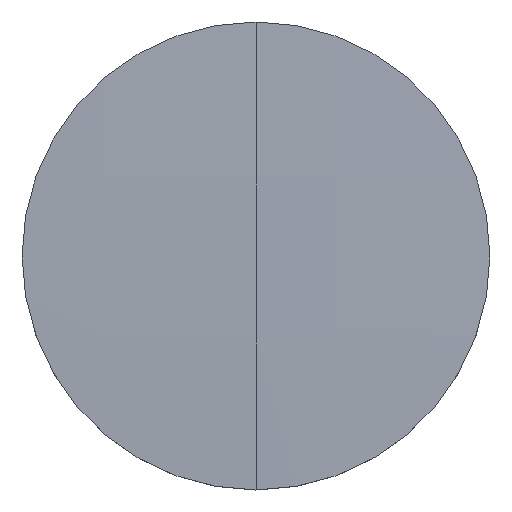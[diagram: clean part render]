
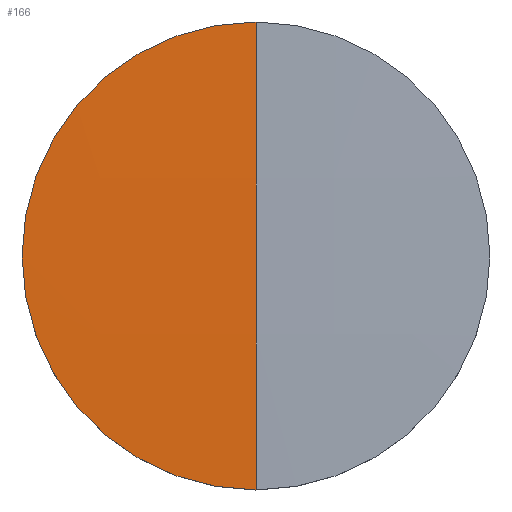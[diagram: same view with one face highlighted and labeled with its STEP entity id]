
A CAD part, top view. The second image highlights one B-rep face of the part: STEP entity #166.
In plain terms, the highlighted free-form (B-spline) face has degree [3, 3] with [4, 4] control points.
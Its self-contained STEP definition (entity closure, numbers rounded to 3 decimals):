
#5 = CARTESIAN_POINT ( 'NONE',  ( -12.774, 19.279, 4.44 ) ) ;
#9 = ORIENTED_EDGE ( 'NONE', *, *, #199, .F. ) ;
#15 = DIRECTION ( 'NONE',  ( 0., -1., 0. ) ) ;
#27 = FACE_OUTER_BOUND ( 'NONE', #52, .T. ) ;
#37 = EDGE_CURVE ( 'NONE', #249, #271, #188, .T. ) ;
#50 = CARTESIAN_POINT ( 'NONE',  ( -6.389, -6.427, 4.765 ) ) ;
#52 = EDGE_LOOP ( 'NONE', ( #151, #145, #9 ) ) ;
#54 = CARTESIAN_POINT ( 'NONE',  ( -6.389, 6.427, 4.765 ) ) ;
#56 = CARTESIAN_POINT ( 'NONE',  ( 0., 6.427, 4.765 ) ) ;
#60 = CARTESIAN_POINT ( 'NONE',  ( 0., -6.427, 4.765 ) ) ;
#62 = CARTESIAN_POINT ( 'NONE',  ( 0., -19.05, 4.509 ) ) ;
#74 = CARTESIAN_POINT ( 'NONE',  ( -6.387, -19.279, 4.505 ) ) ;
#83 = CARTESIAN_POINT ( 'NONE',  ( -19.16, 19.279, 4.312 ) ) ;
#87 =( BOUNDED_SURFACE ( )  B_SPLINE_SURFACE ( 3, 3, ( 
 ( #261, #74, #253, #215 ),
 ( #60, #50, #210, #138 ),
 ( #56, #54, #232, #280 ),
 ( #214, #101, #5, #83 ) ),
 .UNSPECIFIED., .F., .F., .T. ) 
 B_SPLINE_SURFACE_WITH_KNOTS ( ( 4, 4 ),
 ( 4, 4 ),
 ( 0., 1. ),
 ( 0., 1. ),
 .UNSPECIFIED. ) 
 GEOMETRIC_REPRESENTATION_ITEM ( )  RATIONAL_B_SPLINE_SURFACE ( (
 ( 1., 1., 1., 1.),
 ( 1., 1., 1., 1.),
 ( 1., 1., 1., 1.),
 ( 1., 1., 1., 1.) ) ) 
 REPRESENTATION_ITEM ( '' )  SURFACE ( )  );
#98 = AXIS2_PLACEMENT_3D ( 'NONE', #136, #278, #127 ) ;
#101 = CARTESIAN_POINT ( 'NONE',  ( -6.387, 19.279, 4.505 ) ) ;
#107 = CARTESIAN_POINT ( 'NONE',  ( -19.05, 0., 4.509 ) ) ;
#118 = CIRCLE ( 'NONE', #212, 19.05 ) ;
#120 = EDGE_CURVE ( 'NONE', #249, #289, #144, .T. ) ;
#124 = DIRECTION ( 'NONE',  ( -1., 0., 0. ) ) ;
#127 = DIRECTION ( 'NONE',  ( 1., 0., 0. ) ) ;
#136 = CARTESIAN_POINT ( 'NONE',  ( 0., 0., 4.509 ) ) ;
#138 = CARTESIAN_POINT ( 'NONE',  ( -19.166, -6.427, 4.572 ) ) ;
#144 = CIRCLE ( 'NONE', #98, 19.05 ) ;
#145 = ORIENTED_EDGE ( 'NONE', *, *, #37, .T. ) ;
#147 = CARTESIAN_POINT ( 'NONE',  ( 0., 0., -946.7 ) ) ;
#151 = ORIENTED_EDGE ( 'NONE', *, *, #120, .F. ) ;
#166 = ADVANCED_FACE ( 'NONE', ( #27 ), #87, .T. ) ;
#184 = DIRECTION ( 'NONE',  ( 1., 0., 0. ) ) ;
#188 = CIRCLE ( 'NONE', #235, 951.4 ) ;
#198 = DIRECTION ( 'NONE',  ( 0., 0., -1. ) ) ;
#199 = EDGE_CURVE ( 'NONE', #289, #271, #118, .T. ) ;
#201 = CARTESIAN_POINT ( 'NONE',  ( 0., 0., 4.509 ) ) ;
#210 = CARTESIAN_POINT ( 'NONE',  ( -12.778, -6.427, 4.701 ) ) ;
#212 = AXIS2_PLACEMENT_3D ( 'NONE', #201, #198, #184 ) ;
#214 = CARTESIAN_POINT ( 'NONE',  ( 0., 19.279, 4.505 ) ) ;
#215 = CARTESIAN_POINT ( 'NONE',  ( -19.16, -19.279, 4.312 ) ) ;
#232 = CARTESIAN_POINT ( 'NONE',  ( -12.778, 6.427, 4.701 ) ) ;
#235 = AXIS2_PLACEMENT_3D ( 'NONE', #147, #124, #15 ) ;
#249 = VERTEX_POINT ( 'NONE', #62 ) ;
#253 = CARTESIAN_POINT ( 'NONE',  ( -12.774, -19.279, 4.44 ) ) ;
#261 = CARTESIAN_POINT ( 'NONE',  ( 0., -19.279, 4.505 ) ) ;
#271 = VERTEX_POINT ( 'NONE', #279 ) ;
#278 = DIRECTION ( 'NONE',  ( 0., 0., -1. ) ) ;
#279 = CARTESIAN_POINT ( 'NONE',  ( 0., 19.05, 4.509 ) ) ;
#280 = CARTESIAN_POINT ( 'NONE',  ( -19.166, 6.427, 4.572 ) ) ;
#289 = VERTEX_POINT ( 'NONE', #107 ) ;
